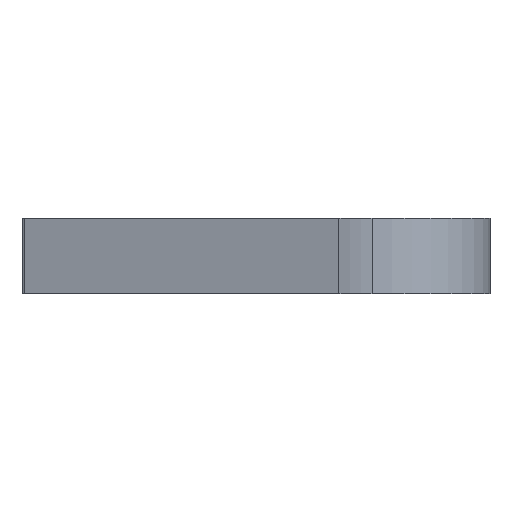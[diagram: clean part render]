
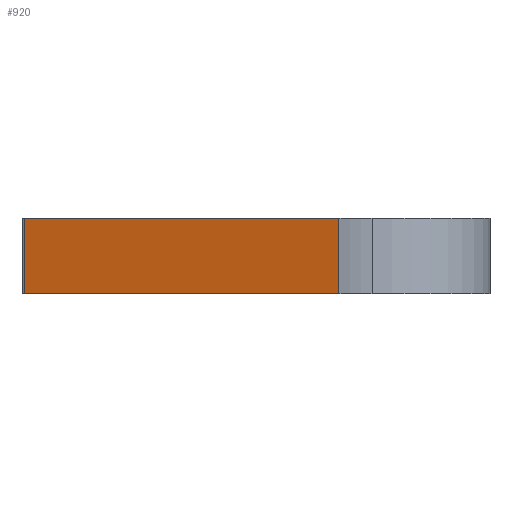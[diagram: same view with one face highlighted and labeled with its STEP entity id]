
A CAD part, left-side view. The second image highlights one B-rep face of the part: STEP entity #920.
In plain terms, the highlighted planar face has unit normal (-0.96, 0.281, 0).
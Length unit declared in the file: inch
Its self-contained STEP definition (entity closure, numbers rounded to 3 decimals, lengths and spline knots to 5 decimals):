
#20 = ORIENTED_EDGE ( 'NONE', *, *, #1217, .T. ) ;
#39 = CARTESIAN_POINT ( 'NONE',  ( -0.62605, 0.54667, 0.11811 ) ) ;
#41 = LINE ( 'NONE', #1221, #1045 ) ;
#102 = DIRECTION ( 'NONE',  ( 0.281, 0.96, 0. ) ) ;
#121 = VERTEX_POINT ( 'NONE', #486 ) ;
#159 = EDGE_LOOP ( 'NONE', ( #397, #1005, #20, #1270 ) ) ;
#210 = CARTESIAN_POINT ( 'NONE',  ( -0.77075, 0.05209, 0. ) ) ;
#212 = VERTEX_POINT ( 'NONE', #39 ) ;
#244 = CARTESIAN_POINT ( 'NONE',  ( -0.77075, 0.05209, 0.11811 ) ) ;
#253 = VECTOR ( 'NONE', #1145, 39.37008 ) ;
#289 = PLANE ( 'NONE',  #1266 ) ;
#316 = FACE_OUTER_BOUND ( 'NONE', #159, .T. ) ;
#320 = EDGE_CURVE ( 'NONE', #121, #974, #1214, .T. ) ;
#358 = EDGE_CURVE ( 'NONE', #212, #121, #41, .T. ) ;
#368 = CARTESIAN_POINT ( 'NONE',  ( -0.72402, 0.21183, 0. ) ) ;
#397 = ORIENTED_EDGE ( 'NONE', *, *, #358, .F. ) ;
#432 = VECTOR ( 'NONE', #549, 39.37008 ) ;
#433 = CARTESIAN_POINT ( 'NONE',  ( -0.62605, 0.54667, 0. ) ) ;
#438 = DIRECTION ( 'NONE',  ( 0., 0., -1. ) ) ;
#483 = VECTOR ( 'NONE', #438, 39.37008 ) ;
#486 = CARTESIAN_POINT ( 'NONE',  ( -0.77075, 0.05209, 0.11811 ) ) ;
#549 = DIRECTION ( 'NONE',  ( 0., 0., -1. ) ) ;
#622 = CARTESIAN_POINT ( 'NONE',  ( -0.62605, 0.54667, 0. ) ) ;
#647 = EDGE_CURVE ( 'NONE', #212, #1157, #731, .T. ) ;
#715 = CARTESIAN_POINT ( 'NONE',  ( -0.72402, 0.21183, 0.11811 ) ) ;
#731 = LINE ( 'NONE', #433, #483 ) ;
#747 = DIRECTION ( 'NONE',  ( -0.281, -0.96, 0. ) ) ;
#920 = ADVANCED_FACE ( 'NONE', ( #316 ), #289, .F. ) ;
#948 = LINE ( 'NONE', #368, #253 ) ;
#974 = VERTEX_POINT ( 'NONE', #210 ) ;
#1005 = ORIENTED_EDGE ( 'NONE', *, *, #647, .T. ) ;
#1045 = VECTOR ( 'NONE', #747, 39.37008 ) ;
#1145 = DIRECTION ( 'NONE',  ( -0.281, -0.96, 0. ) ) ;
#1157 = VERTEX_POINT ( 'NONE', #622 ) ;
#1176 = DIRECTION ( 'NONE',  ( 0.96, -0.281, 0. ) ) ;
#1214 = LINE ( 'NONE', #244, #432 ) ;
#1217 = EDGE_CURVE ( 'NONE', #1157, #974, #948, .T. ) ;
#1221 = CARTESIAN_POINT ( 'NONE',  ( -0.72402, 0.21183, 0.11811 ) ) ;
#1266 = AXIS2_PLACEMENT_3D ( 'NONE', #715, #1176, #102 ) ;
#1270 = ORIENTED_EDGE ( 'NONE', *, *, #320, .F. ) ;
